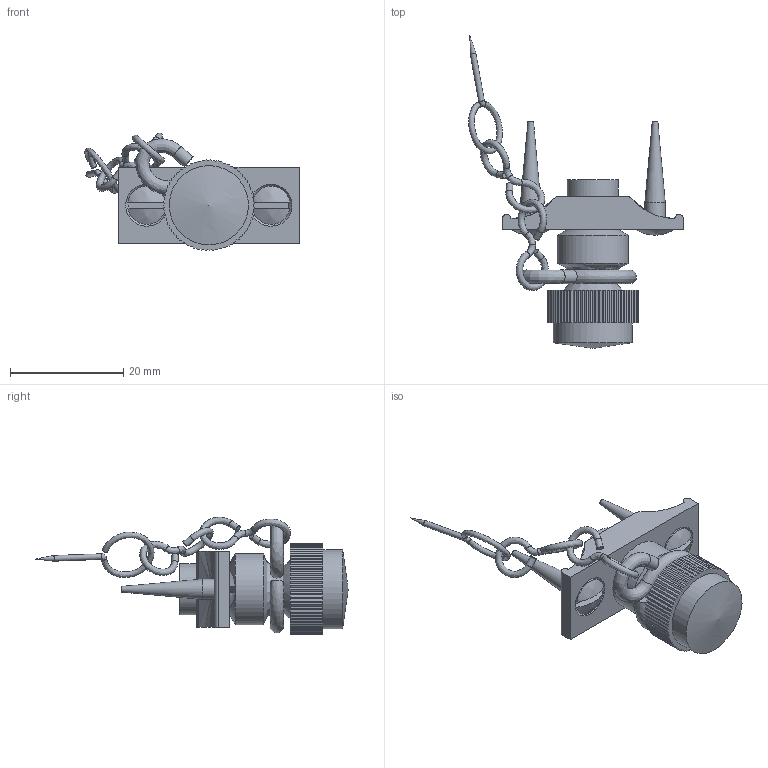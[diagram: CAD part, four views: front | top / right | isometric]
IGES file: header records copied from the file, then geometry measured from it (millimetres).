
Global section: file name: P268-A; native system: Autodesk Inventor 2018; preprocessor: unknown; author: ashami; date: 20180911.111125; units: millimetre
Bounding box: 37.96 x 55.3 x 20.79 mm (x, y, z)
Volume: 5411.3 mm3; surface area: 4150.4 mm2
Topology: 8 solids, 8 shells, 287 faces, 817 edges, 544 vertices
Faces by surface type: bspline 287
